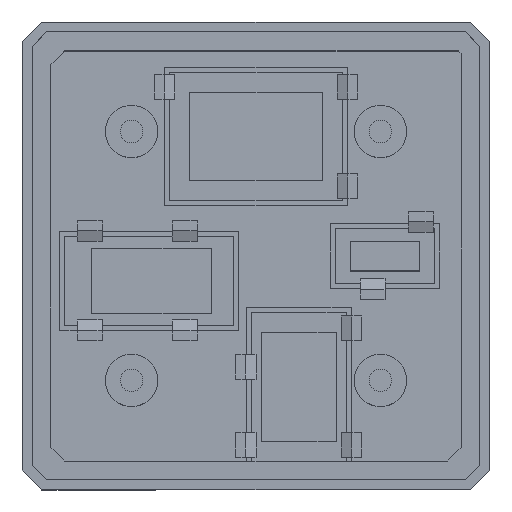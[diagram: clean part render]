
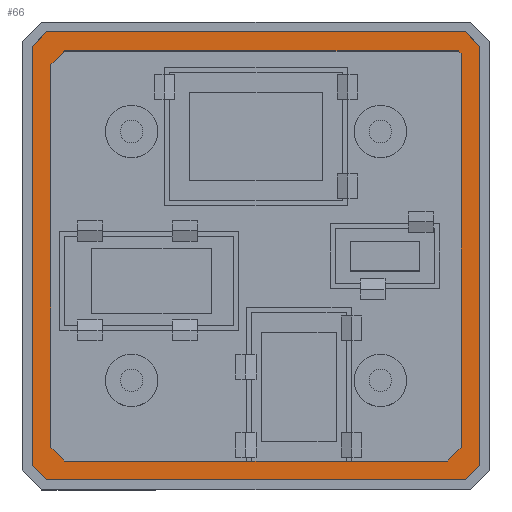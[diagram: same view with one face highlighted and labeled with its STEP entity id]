
A CAD part, top view. The second image highlights one B-rep face of the part: STEP entity #66.
In plain terms, the highlighted planar face has unit normal (0, 0, 1).
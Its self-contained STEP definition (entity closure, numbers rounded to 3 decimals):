
#66 = ADVANCED_FACE ( 'NONE', ( #3790, #894 ), #4307, .T. ) ;
#158 = EDGE_CURVE ( 'NONE', #4840, #3422, #7091, .T. ) ;
#187 = CARTESIAN_POINT ( 'NONE',  ( 54.094, 133.7, 18. ) ) ;
#188 = VECTOR ( 'NONE', #7227, 1000. ) ;
#197 = VECTOR ( 'NONE', #619, 1000. ) ;
#251 = EDGE_CURVE ( 'NONE', #3806, #4840, #5441, .T. ) ;
#310 = DIRECTION ( 'NONE',  ( 0.707, 0.707, 0. ) ) ;
#347 = EDGE_CURVE ( 'NONE', #6894, #4435, #1009, .T. ) ;
#374 = CARTESIAN_POINT ( 'NONE',  ( 51.3, 54.094, 18. ) ) ;
#383 = DIRECTION ( 'NONE',  ( -1., 0., 0. ) ) ;
#416 = DIRECTION ( 'NONE',  ( 0., 0., 1. ) ) ;
#439 = VECTOR ( 'NONE', #4159, 1000. ) ;
#455 = CARTESIAN_POINT ( 'NONE',  ( 133.7, 54.094, 18. ) ) ;
#581 = DIRECTION ( 'NONE',  ( 0., -1., 0. ) ) ;
#619 = DIRECTION ( 'NONE',  ( 1., 0., 0. ) ) ;
#647 = LINE ( 'NONE', #4644, #2648 ) ;
#737 = VECTOR ( 'NONE', #3861, 1000. ) ;
#806 = VECTOR ( 'NONE', #1331, 1000. ) ;
#889 = EDGE_CURVE ( 'NONE', #4435, #3806, #4763, .T. ) ;
#894 = FACE_OUTER_BOUND ( 'NONE', #4291, .T. ) ;
#902 = CARTESIAN_POINT ( 'NONE',  ( 51.3, 54.094, 18. ) ) ;
#964 = CARTESIAN_POINT ( 'NONE',  ( 54.094, 51.3, 18. ) ) ;
#1009 = LINE ( 'NONE', #455, #3938 ) ;
#1012 = ORIENTED_EDGE ( 'NONE', *, *, #251, .F. ) ;
#1020 = CARTESIAN_POINT ( 'NONE',  ( 50.328, 137.5, 18. ) ) ;
#1035 = CARTESIAN_POINT ( 'NONE',  ( 50.328, 137.5, 18. ) ) ;
#1049 = CARTESIAN_POINT ( 'NONE',  ( 133.7, 54.094, 18. ) ) ;
#1111 = VERTEX_POINT ( 'NONE', #2214 ) ;
#1153 = CARTESIAN_POINT ( 'NONE',  ( 133.098, 133.7, 18. ) ) ;
#1170 = EDGE_CURVE ( 'NONE', #3422, #1802, #647, .T. ) ;
#1229 = CARTESIAN_POINT ( 'NONE',  ( 54.094, 133.7, 18. ) ) ;
#1264 = LINE ( 'NONE', #6833, #2002 ) ;
#1331 = DIRECTION ( 'NONE',  ( 0.707, -0.707, 0. ) ) ;
#1453 = CARTESIAN_POINT ( 'NONE',  ( 0., 0., 18. ) ) ;
#1499 = CARTESIAN_POINT ( 'NONE',  ( 130.906, 51.3, 18. ) ) ;
#1501 = DIRECTION ( 'NONE',  ( 0.707, -0.707, 0. ) ) ;
#1609 = AXIS2_PLACEMENT_3D ( 'NONE', #1453, #416, #7010 ) ;
#1610 = CARTESIAN_POINT ( 'NONE',  ( 133.098, 133.7, 18. ) ) ;
#1632 = VECTOR ( 'NONE', #581, 1000. ) ;
#1660 = DIRECTION ( 'NONE',  ( -0.707, 0.707, 0. ) ) ;
#1702 = VECTOR ( 'NONE', #5970, 1000. ) ;
#1802 = VERTEX_POINT ( 'NONE', #374 ) ;
#1817 = CARTESIAN_POINT ( 'NONE',  ( 137.5, 50.328, 18. ) ) ;
#2002 = VECTOR ( 'NONE', #4012, 1000. ) ;
#2102 = CARTESIAN_POINT ( 'NONE',  ( 51.3, 130.906, 18. ) ) ;
#2142 = CARTESIAN_POINT ( 'NONE',  ( 134.672, 47.5, 18. ) ) ;
#2154 = LINE ( 'NONE', #1035, #188 ) ;
#2179 = CARTESIAN_POINT ( 'NONE',  ( 137.5, 134.672, 18. ) ) ;
#2180 = ORIENTED_EDGE ( 'NONE', *, *, #3924, .T. ) ;
#2214 = CARTESIAN_POINT ( 'NONE',  ( 134.672, 137.5, 18. ) ) ;
#2291 = ORIENTED_EDGE ( 'NONE', *, *, #889, .F. ) ;
#2309 = CARTESIAN_POINT ( 'NONE',  ( 47.5, 134.672, 18. ) ) ;
#2313 = EDGE_CURVE ( 'NONE', #6836, #6894, #3134, .T. ) ;
#2320 = CARTESIAN_POINT ( 'NONE',  ( 50.328, 47.5, 18. ) ) ;
#2354 = EDGE_CURVE ( 'NONE', #1802, #6028, #6506, .T. ) ;
#2418 = LINE ( 'NONE', #964, #439 ) ;
#2462 = DIRECTION ( 'NONE',  ( -0.707, -0.707, 0. ) ) ;
#2511 = CARTESIAN_POINT ( 'NONE',  ( 137.5, 134.672, 18. ) ) ;
#2522 = VECTOR ( 'NONE', #2462, 1000. ) ;
#2587 = ORIENTED_EDGE ( 'NONE', *, *, #158, .F. ) ;
#2615 = LINE ( 'NONE', #5405, #6463 ) ;
#2648 = VECTOR ( 'NONE', #4716, 1000. ) ;
#2706 = VECTOR ( 'NONE', #1660, 1000. ) ;
#2806 = LINE ( 'NONE', #2179, #2706 ) ;
#2851 = CARTESIAN_POINT ( 'NONE',  ( 47.5, 134.672, 18. ) ) ;
#3134 = LINE ( 'NONE', #5370, #5730 ) ;
#3237 = EDGE_CURVE ( 'NONE', #3512, #6402, #3435, .T. ) ;
#3294 = ORIENTED_EDGE ( 'NONE', *, *, #2313, .F. ) ;
#3422 = VERTEX_POINT ( 'NONE', #2102 ) ;
#3435 = LINE ( 'NONE', #5675, #197 ) ;
#3512 = VERTEX_POINT ( 'NONE', #2320 ) ;
#3746 = ORIENTED_EDGE ( 'NONE', *, *, #1170, .F. ) ;
#3790 = FACE_BOUND ( 'NONE', #4520, .T. ) ;
#3806 = VERTEX_POINT ( 'NONE', #1153 ) ;
#3861 = DIRECTION ( 'NONE',  ( -1., 0., 0. ) ) ;
#3924 = EDGE_CURVE ( 'NONE', #4364, #3512, #4667, .T. ) ;
#3938 = VECTOR ( 'NONE', #4962, 1000. ) ;
#4012 = DIRECTION ( 'NONE',  ( 0.707, 0.707, 0. ) ) ;
#4069 = LINE ( 'NONE', #1817, #4749 ) ;
#4159 = DIRECTION ( 'NONE',  ( 1., 0., 0. ) ) ;
#4285 = ORIENTED_EDGE ( 'NONE', *, *, #5692, .T. ) ;
#4291 = EDGE_LOOP ( 'NONE', ( #4792, #6787, #6077, #4285, #2180, #6236, #6339, #7074 ) ) ;
#4307 = PLANE ( 'NONE',  #1609 ) ;
#4312 = CARTESIAN_POINT ( 'NONE',  ( 137.5, 50.328, 18. ) ) ;
#4364 = VERTEX_POINT ( 'NONE', #6854 ) ;
#4435 = VERTEX_POINT ( 'NONE', #5421 ) ;
#4447 = VERTEX_POINT ( 'NONE', #2511 ) ;
#4520 = EDGE_LOOP ( 'NONE', ( #1012, #2291, #4647, #3294, #5687, #4627, #3746, #2587 ) ) ;
#4627 = ORIENTED_EDGE ( 'NONE', *, *, #2354, .F. ) ;
#4644 = CARTESIAN_POINT ( 'NONE',  ( 51.3, 130.906, 18. ) ) ;
#4647 = ORIENTED_EDGE ( 'NONE', *, *, #347, .F. ) ;
#4667 = LINE ( 'NONE', #6383, #806 ) ;
#4716 = DIRECTION ( 'NONE',  ( 0., -1., 0. ) ) ;
#4720 = VERTEX_POINT ( 'NONE', #2309 ) ;
#4749 = VECTOR ( 'NONE', #6923, 1000. ) ;
#4763 = LINE ( 'NONE', #4801, #1702 ) ;
#4792 = ORIENTED_EDGE ( 'NONE', *, *, #6526, .T. ) ;
#4801 = CARTESIAN_POINT ( 'NONE',  ( 133.7, 133.098, 18. ) ) ;
#4840 = VERTEX_POINT ( 'NONE', #1229 ) ;
#4962 = DIRECTION ( 'NONE',  ( 0., 1., 0. ) ) ;
#5285 = EDGE_CURVE ( 'NONE', #6796, #4447, #4069, .T. ) ;
#5370 = CARTESIAN_POINT ( 'NONE',  ( 130.906, 51.3, 18. ) ) ;
#5405 = CARTESIAN_POINT ( 'NONE',  ( 134.672, 137.5, 18. ) ) ;
#5421 = CARTESIAN_POINT ( 'NONE',  ( 133.7, 133.098, 18. ) ) ;
#5441 = LINE ( 'NONE', #1610, #737 ) ;
#5675 = CARTESIAN_POINT ( 'NONE',  ( 50.328, 47.5, 18. ) ) ;
#5687 = ORIENTED_EDGE ( 'NONE', *, *, #6171, .F. ) ;
#5692 = EDGE_CURVE ( 'NONE', #4720, #4364, #6914, .T. ) ;
#5730 = VECTOR ( 'NONE', #310, 1000. ) ;
#5776 = CARTESIAN_POINT ( 'NONE',  ( 54.094, 51.3, 18. ) ) ;
#5970 = DIRECTION ( 'NONE',  ( -0.707, 0.707, 0. ) ) ;
#6028 = VERTEX_POINT ( 'NONE', #5776 ) ;
#6077 = ORIENTED_EDGE ( 'NONE', *, *, #6331, .T. ) ;
#6171 = EDGE_CURVE ( 'NONE', #6028, #6836, #2418, .T. ) ;
#6236 = ORIENTED_EDGE ( 'NONE', *, *, #3237, .T. ) ;
#6331 = EDGE_CURVE ( 'NONE', #6467, #4720, #2154, .T. ) ;
#6339 = ORIENTED_EDGE ( 'NONE', *, *, #7119, .T. ) ;
#6383 = CARTESIAN_POINT ( 'NONE',  ( 47.5, 50.328, 18. ) ) ;
#6402 = VERTEX_POINT ( 'NONE', #2142 ) ;
#6463 = VECTOR ( 'NONE', #383, 1000. ) ;
#6467 = VERTEX_POINT ( 'NONE', #1020 ) ;
#6506 = LINE ( 'NONE', #902, #6899 ) ;
#6526 = EDGE_CURVE ( 'NONE', #4447, #1111, #2806, .T. ) ;
#6778 = EDGE_CURVE ( 'NONE', #1111, #6467, #2615, .T. ) ;
#6787 = ORIENTED_EDGE ( 'NONE', *, *, #6778, .T. ) ;
#6796 = VERTEX_POINT ( 'NONE', #4312 ) ;
#6833 = CARTESIAN_POINT ( 'NONE',  ( 134.672, 47.5, 18. ) ) ;
#6836 = VERTEX_POINT ( 'NONE', #1499 ) ;
#6854 = CARTESIAN_POINT ( 'NONE',  ( 47.5, 50.328, 18. ) ) ;
#6894 = VERTEX_POINT ( 'NONE', #1049 ) ;
#6899 = VECTOR ( 'NONE', #1501, 1000. ) ;
#6914 = LINE ( 'NONE', #2851, #1632 ) ;
#6923 = DIRECTION ( 'NONE',  ( 0., 1., 0. ) ) ;
#7010 = DIRECTION ( 'NONE',  ( 1., 0., 0. ) ) ;
#7074 = ORIENTED_EDGE ( 'NONE', *, *, #5285, .T. ) ;
#7091 = LINE ( 'NONE', #187, #2522 ) ;
#7119 = EDGE_CURVE ( 'NONE', #6402, #6796, #1264, .T. ) ;
#7227 = DIRECTION ( 'NONE',  ( -0.707, -0.707, 0. ) ) ;
